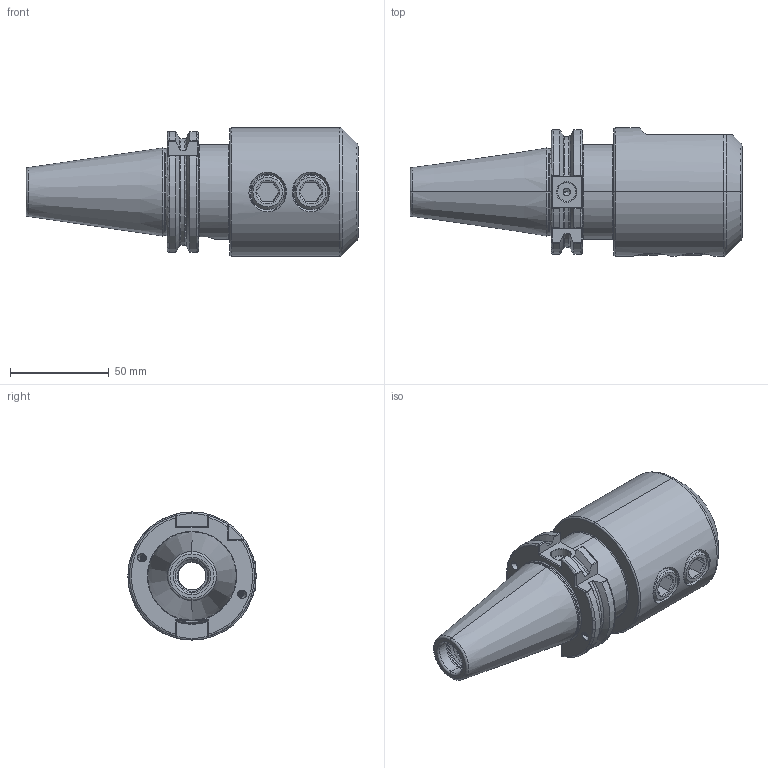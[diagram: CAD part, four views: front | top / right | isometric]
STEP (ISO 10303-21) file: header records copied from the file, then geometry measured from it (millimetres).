
FILE_DESCRIPTION (( 'STEP AP203' ), '1' );
FILE_NAME ('403.05.25.STEP', '2016-11-25T08:44:08', ( '' ), ( '' ), 'SwSTEP 2.0', 'SolidWorks 2012', '' );
FILE_SCHEMA (( 'CONFIG_CONTROL_DESIGN' ));
Length unit declared in the file: millimetre
Products named in the file (3): 403.05.25; 側固18_M18x2_20L
Assembly tree (3 placements, depth 2):
  403.05.25
    403.05.25
    側固18_M18x2_20L  x2
Bounding box: 168.4 x 65 x 65 mm (x, y, z)
Volume: 285157.8 mm3; surface area: 57185.1 mm2
Topology: 3 solids, 3 shells, 431 faces, 1188 edges, 755 vertices
Faces by surface type: cylinder 207, plane 75, bspline 61, cone 49, torus 39
Entity records: 43497 total; most frequent: CARTESIAN_POINT 34807, ORIENTED_EDGE 2144, DIRECTION 1331, EDGE_CURVE 1072, VERTEX_POINT 688, AXIS2_PLACEMENT_3D 512, EDGE_LOOP 406, FACE_OUTER_BOUND 392
